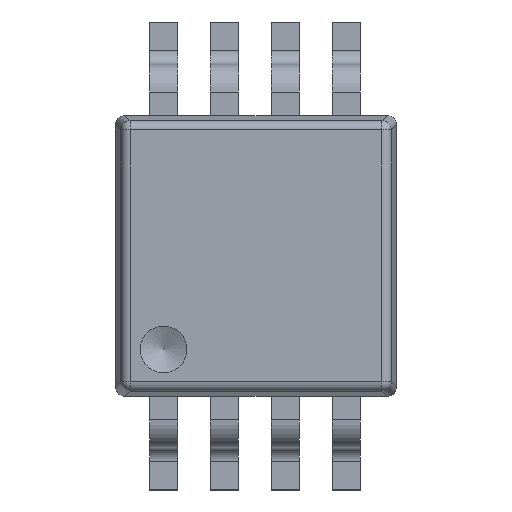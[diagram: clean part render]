
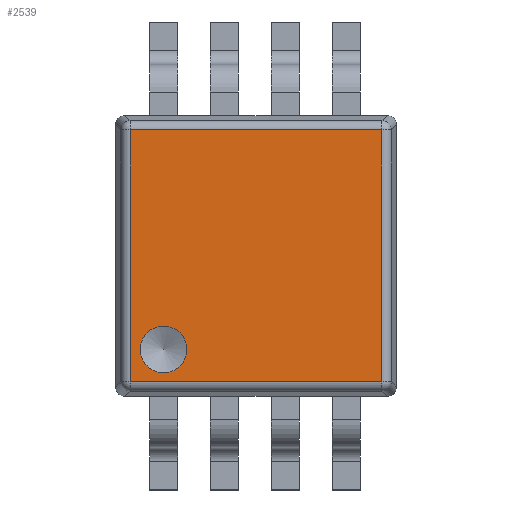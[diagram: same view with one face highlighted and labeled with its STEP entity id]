
A CAD part, top view. The second image highlights one B-rep face of the part: STEP entity #2539.
In plain terms, the highlighted planar face has unit normal (0, 0, 1).
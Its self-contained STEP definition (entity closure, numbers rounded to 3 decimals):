
#45=PLANE('',#2754);
#168=LINE('',#3786,#428);
#170=LINE('',#3793,#430);
#202=LINE('',#3921,#462);
#204=LINE('',#3924,#464);
#428=VECTOR('',#2993,10.);
#430=VECTOR('',#3001,10.);
#462=VECTOR('',#3155,10.);
#464=VECTOR('',#3159,10.);
#678=FACE_BOUND('',#930,.T.);
#774=FACE_OUTER_BOUND('',#929,.T.);
#929=EDGE_LOOP('',(#1935,#1936,#1937,#1938));
#930=EDGE_LOOP('',(#1939));
#1043=CIRCLE('',#2665,0.25);
#1133=VERTEX_POINT('',#3733);
#1144=VERTEX_POINT('',#3759);
#1152=VERTEX_POINT('',#3785);
#1154=VERTEX_POINT('',#3791);
#1176=VERTEX_POINT('',#3861);
#1375=EDGE_CURVE('',#1133,#1133,#1043,.T.);
#1400=EDGE_CURVE('',#1144,#1152,#168,.T.);
#1404=EDGE_CURVE('',#1154,#1144,#170,.T.);
#1469=EDGE_CURVE('',#1176,#1154,#202,.T.);
#1471=EDGE_CURVE('',#1152,#1176,#204,.T.);
#1935=ORIENTED_EDGE('',*,*,#1469,.F.);
#1936=ORIENTED_EDGE('',*,*,#1471,.F.);
#1937=ORIENTED_EDGE('',*,*,#1400,.F.);
#1938=ORIENTED_EDGE('',*,*,#1404,.F.);
#1939=ORIENTED_EDGE('',*,*,#1375,.T.);
#2539=ADVANCED_FACE('',(#774,#678),#45,.T.);
#2665=AXIS2_PLACEMENT_3D('',#3734,#2938,#2939);
#2754=AXIS2_PLACEMENT_3D('',#3927,#3164,#3165);
#2938=DIRECTION('center_axis',(0.,0.,-1.));
#2939=DIRECTION('ref_axis',(1.,0.,0.));
#2993=DIRECTION('',(0.,-1.,0.));
#3001=DIRECTION('',(1.,0.,0.));
#3155=DIRECTION('',(0.,1.,0.));
#3159=DIRECTION('',(-1.,0.,0.));
#3164=DIRECTION('center_axis',(0.,0.,1.));
#3165=DIRECTION('ref_axis',(1.,0.,0.));
#3733=CARTESIAN_POINT('',(-0.738,-1.,1.));
#3734=CARTESIAN_POINT('Origin',(-0.988,-1.,1.));
#3759=CARTESIAN_POINT('',(1.346,1.346,1.));
#3785=CARTESIAN_POINT('',(1.346,-1.346,1.));
#3786=CARTESIAN_POINT('',(1.346,-0.375,1.));
#3791=CARTESIAN_POINT('',(-1.346,1.346,1.));
#3793=CARTESIAN_POINT('',(0.375,1.346,1.));
#3861=CARTESIAN_POINT('',(-1.346,-1.346,1.));
#3921=CARTESIAN_POINT('',(-1.346,0.375,1.));
#3924=CARTESIAN_POINT('',(-0.375,-1.346,1.));
#3927=CARTESIAN_POINT('Origin',(0.,0.,1.));
